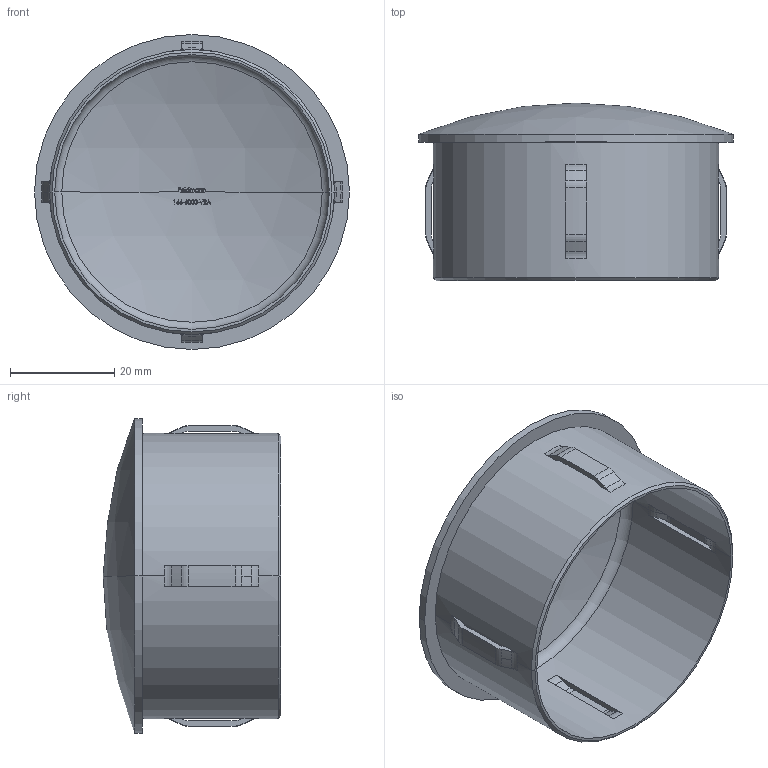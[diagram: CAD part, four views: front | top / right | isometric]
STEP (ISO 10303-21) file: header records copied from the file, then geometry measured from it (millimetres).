
FILE_DESCRIPTION (( 'STEP AP203' ), '1' );
FILE_NAME ('166-6000-V2A.STEP', '2018-12-06T11:52:52', ( '' ), ( '' ), 'SwSTEP 2.0', 'SolidWorks 2015', '' );
FILE_SCHEMA (( 'CONFIG_CONTROL_DESIGN' ));
Length unit declared in the file: millimetre
Products named in the file (1): 166-6000-V2A
Bounding box: 60.3 x 34 x 60.3 mm (x, y, z)
Volume: 9484.8 mm3; surface area: 15616.3 mm2
Topology: 1 solids, 1 shells, 350 faces, 968 edges, 632 vertices
Faces by surface type: plane 119, bspline 108, sphere 43, torus 42, cone 22, cylinder 16
Entity records: 16216 total; most frequent: CARTESIAN_POINT 7837, ORIENTED_EDGE 1936, DIRECTION 1467, EDGE_CURVE 968, VERTEX_POINT 632, AXIS2_PLACEMENT_3D 596, EDGE_LOOP 378, CIRCLE 353
